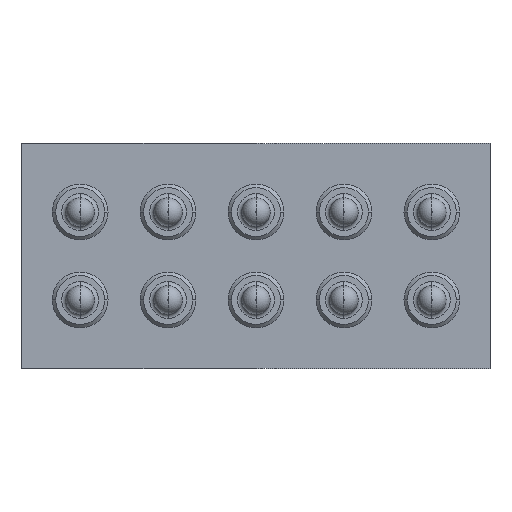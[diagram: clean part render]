
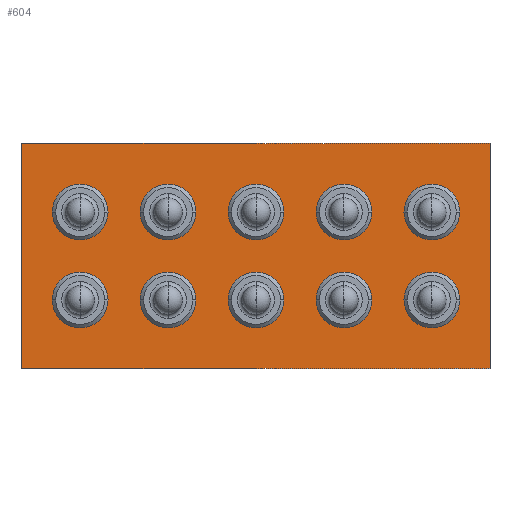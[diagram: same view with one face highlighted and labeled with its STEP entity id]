
A CAD part, front view. The second image highlights one B-rep face of the part: STEP entity #604.
In plain terms, the highlighted planar face has unit normal (0, -1, 0).
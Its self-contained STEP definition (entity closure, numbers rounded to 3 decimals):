
#604=ADVANCED_FACE('',(#1215,#1216,#1217,#1218,#1219,#1220,#1221,#1222,#1223,#1224,#1225),#1226,.F.);
#1215=FACE_BOUND('',#1840,.T.);
#1216=FACE_BOUND('',#1841,.T.);
#1217=FACE_BOUND('',#1842,.T.);
#1218=FACE_BOUND('',#1843,.T.);
#1219=FACE_BOUND('',#1844,.T.);
#1220=FACE_BOUND('',#1845,.T.);
#1221=FACE_BOUND('',#1846,.T.);
#1222=FACE_BOUND('',#1847,.T.);
#1223=FACE_BOUND('',#1848,.T.);
#1224=FACE_BOUND('',#1849,.T.);
#1225=FACE_OUTER_BOUND('',#1850,.T.);
#1226=PLANE('',#1851);
#1840=EDGE_LOOP('',(#3599,#3600));
#1841=EDGE_LOOP('',(#3601,#3602));
#1842=EDGE_LOOP('',(#3603,#3604));
#1843=EDGE_LOOP('',(#3605,#3606));
#1844=EDGE_LOOP('',(#3607,#3608));
#1845=EDGE_LOOP('',(#3609,#3610));
#1846=EDGE_LOOP('',(#3611,#3612));
#1847=EDGE_LOOP('',(#3613,#3614));
#1848=EDGE_LOOP('',(#3615,#3616));
#1849=EDGE_LOOP('',(#3617,#3618));
#1850=EDGE_LOOP('',(#3619,#3620,#3621,#3622));
#1851=AXIS2_PLACEMENT_3D('',#3623,#3624,#3625);
#3599=ORIENTED_EDGE('',*,*,#4131,.T.);
#3600=ORIENTED_EDGE('',*,*,#4129,.T.);
#3601=ORIENTED_EDGE('',*,*,#4155,.T.);
#3602=ORIENTED_EDGE('',*,*,#4084,.T.);
#3603=ORIENTED_EDGE('',*,*,#4179,.T.);
#3604=ORIENTED_EDGE('',*,*,#4039,.T.);
#3605=ORIENTED_EDGE('',*,*,#4203,.T.);
#3606=ORIENTED_EDGE('',*,*,#3994,.T.);
#3607=ORIENTED_EDGE('',*,*,#4227,.T.);
#3608=ORIENTED_EDGE('',*,*,#3949,.T.);
#3609=ORIENTED_EDGE('',*,*,#4251,.T.);
#3610=ORIENTED_EDGE('',*,*,#3904,.T.);
#3611=ORIENTED_EDGE('',*,*,#4275,.T.);
#3612=ORIENTED_EDGE('',*,*,#3859,.T.);
#3613=ORIENTED_EDGE('',*,*,#4299,.T.);
#3614=ORIENTED_EDGE('',*,*,#3814,.T.);
#3615=ORIENTED_EDGE('',*,*,#4323,.T.);
#3616=ORIENTED_EDGE('',*,*,#3769,.T.);
#3617=ORIENTED_EDGE('',*,*,#4347,.T.);
#3618=ORIENTED_EDGE('',*,*,#3724,.T.);
#3619=ORIENTED_EDGE('',*,*,#4381,.T.);
#3620=ORIENTED_EDGE('',*,*,#4377,.F.);
#3621=ORIENTED_EDGE('',*,*,#4382,.F.);
#3622=ORIENTED_EDGE('',*,*,#4374,.F.);
#3623=CARTESIAN_POINT('',(0.0,0.0,0.0));
#3624=DIRECTION('',(0.0,1.0,0.0));
#3625=DIRECTION('',(0.0,0.0,1.0));
#3724=EDGE_CURVE('',#4460,#4462,#4464,.T.);
#3769=EDGE_CURVE('',#4537,#4539,#4541,.T.);
#3814=EDGE_CURVE('',#4614,#4616,#4618,.T.);
#3859=EDGE_CURVE('',#4691,#4693,#4695,.T.);
#3904=EDGE_CURVE('',#4768,#4770,#4772,.T.);
#3949=EDGE_CURVE('',#4845,#4847,#4849,.T.);
#3994=EDGE_CURVE('',#4922,#4924,#4926,.T.);
#4039=EDGE_CURVE('',#4999,#5001,#5003,.T.);
#4084=EDGE_CURVE('',#5076,#5078,#5080,.T.);
#4129=EDGE_CURVE('',#5153,#5155,#5157,.T.);
#4131=EDGE_CURVE('',#5155,#5153,#5159,.T.);
#4155=EDGE_CURVE('',#5078,#5076,#5185,.T.);
#4179=EDGE_CURVE('',#5001,#4999,#5211,.T.);
#4203=EDGE_CURVE('',#4924,#4922,#5237,.T.);
#4227=EDGE_CURVE('',#4847,#4845,#5263,.T.);
#4251=EDGE_CURVE('',#4770,#4768,#5289,.T.);
#4275=EDGE_CURVE('',#4693,#4691,#5315,.T.);
#4299=EDGE_CURVE('',#4616,#4614,#5341,.T.);
#4323=EDGE_CURVE('',#4539,#4537,#5367,.T.);
#4347=EDGE_CURVE('',#4462,#4460,#5393,.T.);
#4374=EDGE_CURVE('',#5424,#5419,#5426,.T.);
#4377=EDGE_CURVE('',#5429,#5431,#5432,.T.);
#4381=EDGE_CURVE('',#5424,#5431,#5437,.T.);
#4382=EDGE_CURVE('',#5419,#5429,#5438,.T.);
#4460=VERTEX_POINT('',#5522);
#4462=VERTEX_POINT('',#5525);
#4464=CIRCLE('',#5528,0.403);
#4537=VERTEX_POINT('',#5607);
#4539=VERTEX_POINT('',#5610);
#4541=CIRCLE('',#5613,0.403);
#4614=VERTEX_POINT('',#5692);
#4616=VERTEX_POINT('',#5695);
#4618=CIRCLE('',#5698,0.403);
#4691=VERTEX_POINT('',#5777);
#4693=VERTEX_POINT('',#5780);
#4695=CIRCLE('',#5783,0.403);
#4768=VERTEX_POINT('',#5862);
#4770=VERTEX_POINT('',#5865);
#4772=CIRCLE('',#5868,0.403);
#4845=VERTEX_POINT('',#5947);
#4847=VERTEX_POINT('',#5950);
#4849=CIRCLE('',#5953,0.403);
#4922=VERTEX_POINT('',#6032);
#4924=VERTEX_POINT('',#6035);
#4926=CIRCLE('',#6038,0.403);
#4999=VERTEX_POINT('',#6117);
#5001=VERTEX_POINT('',#6120);
#5003=CIRCLE('',#6123,0.403);
#5076=VERTEX_POINT('',#6202);
#5078=VERTEX_POINT('',#6205);
#5080=CIRCLE('',#6208,0.403);
#5153=VERTEX_POINT('',#6287);
#5155=VERTEX_POINT('',#6290);
#5157=CIRCLE('',#6293,0.403);
#5159=CIRCLE('',#6295,0.403);
#5185=CIRCLE('',#6321,0.403);
#5211=CIRCLE('',#6347,0.403);
#5237=CIRCLE('',#6373,0.403);
#5263=CIRCLE('',#6399,0.403);
#5289=CIRCLE('',#6425,0.403);
#5315=CIRCLE('',#6451,0.403);
#5341=CIRCLE('',#6477,0.403);
#5367=CIRCLE('',#6503,0.403);
#5393=CIRCLE('',#6529,0.403);
#5419=VERTEX_POINT('',#6555);
#5424=VERTEX_POINT('',#6562);
#5426=LINE('',#6565,#6566);
#5429=VERTEX_POINT('',#6569);
#5431=VERTEX_POINT('',#6572);
#5432=LINE('',#6573,#6574);
#5437=LINE('',#6581,#6582);
#5438=LINE('',#6583,#6584);
#5522=CARTESIAN_POINT('',(-2.138,0.0,-0.635));
#5525=CARTESIAN_POINT('',(-2.943,0.0,-0.635));
#5528=AXIS2_PLACEMENT_3D('',#6684,#6685,#6686);
#5607=CARTESIAN_POINT('',(-2.138,0.0,0.635));
#5610=CARTESIAN_POINT('',(-2.943,0.0,0.635));
#5613=AXIS2_PLACEMENT_3D('',#6779,#6780,#6781);
#5692=CARTESIAN_POINT('',(-0.868,0.0,-0.635));
#5695=CARTESIAN_POINT('',(-1.673,0.0,-0.635));
#5698=AXIS2_PLACEMENT_3D('',#6874,#6875,#6876);
#5777=CARTESIAN_POINT('',(-0.868,0.0,0.635));
#5780=CARTESIAN_POINT('',(-1.673,0.0,0.635));
#5783=AXIS2_PLACEMENT_3D('',#6969,#6970,#6971);
#5862=CARTESIAN_POINT('',(0.403,0.0,-0.635));
#5865=CARTESIAN_POINT('',(-0.403,0.0,-0.635));
#5868=AXIS2_PLACEMENT_3D('',#7064,#7065,#7066);
#5947=CARTESIAN_POINT('',(0.403,0.0,0.635));
#5950=CARTESIAN_POINT('',(-0.403,0.0,0.635));
#5953=AXIS2_PLACEMENT_3D('',#7159,#7160,#7161);
#6032=CARTESIAN_POINT('',(1.673,0.0,-0.635));
#6035=CARTESIAN_POINT('',(0.868,0.0,-0.635));
#6038=AXIS2_PLACEMENT_3D('',#7254,#7255,#7256);
#6117=CARTESIAN_POINT('',(1.673,0.0,0.635));
#6120=CARTESIAN_POINT('',(0.868,0.0,0.635));
#6123=AXIS2_PLACEMENT_3D('',#7349,#7350,#7351);
#6202=CARTESIAN_POINT('',(2.943,0.0,-0.635));
#6205=CARTESIAN_POINT('',(2.138,0.0,-0.635));
#6208=AXIS2_PLACEMENT_3D('',#7444,#7445,#7446);
#6287=CARTESIAN_POINT('',(2.943,0.0,0.635));
#6290=CARTESIAN_POINT('',(2.138,0.0,0.635));
#6293=AXIS2_PLACEMENT_3D('',#7539,#7540,#7541);
#6295=AXIS2_PLACEMENT_3D('',#7542,#7543,#7544);
#6321=AXIS2_PLACEMENT_3D('',#7581,#7582,#7583);
#6347=AXIS2_PLACEMENT_3D('',#7620,#7621,#7622);
#6373=AXIS2_PLACEMENT_3D('',#7659,#7660,#7661);
#6399=AXIS2_PLACEMENT_3D('',#7698,#7699,#7700);
#6425=AXIS2_PLACEMENT_3D('',#7737,#7738,#7739);
#6451=AXIS2_PLACEMENT_3D('',#7776,#7777,#7778);
#6477=AXIS2_PLACEMENT_3D('',#7815,#7816,#7817);
#6503=AXIS2_PLACEMENT_3D('',#7854,#7855,#7856);
#6529=AXIS2_PLACEMENT_3D('',#7893,#7894,#7895);
#6555=CARTESIAN_POINT('',(3.38,0.0,1.625));
#6562=CARTESIAN_POINT('',(-3.38,0.0,1.625));
#6565=CARTESIAN_POINT('',(0.0,0.0,1.625));
#6566=VECTOR('',#7935,1.0);
#6569=CARTESIAN_POINT('',(3.38,0.0,-1.625));
#6572=CARTESIAN_POINT('',(-3.38,0.0,-1.625));
#6573=CARTESIAN_POINT('',(0.0,0.0,-1.625));
#6574=VECTOR('',#7937,1.0);
#6581=CARTESIAN_POINT('',(-3.38,0.0,0.0));
#6582=VECTOR('',#7940,1.0);
#6583=CARTESIAN_POINT('',(3.38,0.0,0.0));
#6584=VECTOR('',#7941,1.0);
#6684=CARTESIAN_POINT('',(-2.54,0.0,-0.635));
#6685=DIRECTION('',(-0.0,1.0,0.0));
#6686=DIRECTION('',(1.0,0.0,0.0));
#6779=CARTESIAN_POINT('',(-2.54,0.0,0.635));
#6780=DIRECTION('',(-0.0,1.0,0.0));
#6781=DIRECTION('',(1.0,0.0,0.0));
#6874=CARTESIAN_POINT('',(-1.27,0.0,-0.635));
#6875=DIRECTION('',(-0.0,1.0,0.0));
#6876=DIRECTION('',(1.0,0.0,0.0));
#6969=CARTESIAN_POINT('',(-1.27,0.0,0.635));
#6970=DIRECTION('',(-0.0,1.0,0.0));
#6971=DIRECTION('',(1.0,0.0,0.0));
#7064=CARTESIAN_POINT('',(0.0,0.0,-0.635));
#7065=DIRECTION('',(-0.0,1.0,0.0));
#7066=DIRECTION('',(1.0,0.0,0.0));
#7159=CARTESIAN_POINT('',(0.0,0.0,0.635));
#7160=DIRECTION('',(-0.0,1.0,0.0));
#7161=DIRECTION('',(1.0,0.0,0.0));
#7254=CARTESIAN_POINT('',(1.27,0.0,-0.635));
#7255=DIRECTION('',(-0.0,1.0,0.0));
#7256=DIRECTION('',(1.0,0.0,0.0));
#7349=CARTESIAN_POINT('',(1.27,0.0,0.635));
#7350=DIRECTION('',(-0.0,1.0,0.0));
#7351=DIRECTION('',(1.0,0.0,0.0));
#7444=CARTESIAN_POINT('',(2.54,0.0,-0.635));
#7445=DIRECTION('',(-0.0,1.0,0.0));
#7446=DIRECTION('',(1.0,0.0,0.0));
#7539=CARTESIAN_POINT('',(2.54,0.0,0.635));
#7540=DIRECTION('',(-0.0,1.0,0.0));
#7541=DIRECTION('',(1.0,0.0,0.0));
#7542=CARTESIAN_POINT('',(2.54,0.0,0.635));
#7543=DIRECTION('',(-0.0,1.0,0.0));
#7544=DIRECTION('',(1.0,0.0,0.0));
#7581=CARTESIAN_POINT('',(2.54,0.0,-0.635));
#7582=DIRECTION('',(-0.0,1.0,0.0));
#7583=DIRECTION('',(1.0,0.0,0.0));
#7620=CARTESIAN_POINT('',(1.27,0.0,0.635));
#7621=DIRECTION('',(-0.0,1.0,0.0));
#7622=DIRECTION('',(1.0,0.0,0.0));
#7659=CARTESIAN_POINT('',(1.27,0.0,-0.635));
#7660=DIRECTION('',(-0.0,1.0,0.0));
#7661=DIRECTION('',(1.0,0.0,0.0));
#7698=CARTESIAN_POINT('',(0.0,0.0,0.635));
#7699=DIRECTION('',(-0.0,1.0,0.0));
#7700=DIRECTION('',(1.0,0.0,0.0));
#7737=CARTESIAN_POINT('',(0.0,0.0,-0.635));
#7738=DIRECTION('',(-0.0,1.0,0.0));
#7739=DIRECTION('',(1.0,0.0,0.0));
#7776=CARTESIAN_POINT('',(-1.27,0.0,0.635));
#7777=DIRECTION('',(-0.0,1.0,0.0));
#7778=DIRECTION('',(1.0,0.0,0.0));
#7815=CARTESIAN_POINT('',(-1.27,0.0,-0.635));
#7816=DIRECTION('',(-0.0,1.0,0.0));
#7817=DIRECTION('',(1.0,0.0,0.0));
#7854=CARTESIAN_POINT('',(-2.54,0.0,0.635));
#7855=DIRECTION('',(-0.0,1.0,0.0));
#7856=DIRECTION('',(1.0,0.0,0.0));
#7893=CARTESIAN_POINT('',(-2.54,0.0,-0.635));
#7894=DIRECTION('',(-0.0,1.0,0.0));
#7895=DIRECTION('',(1.0,0.0,0.0));
#7935=DIRECTION('',(1.0,0.0,0.0));
#7937=DIRECTION('',(-1.0,0.0,0.0));
#7940=DIRECTION('',(0.0,0.0,-1.0));
#7941=DIRECTION('',(0.0,0.0,-1.0));
